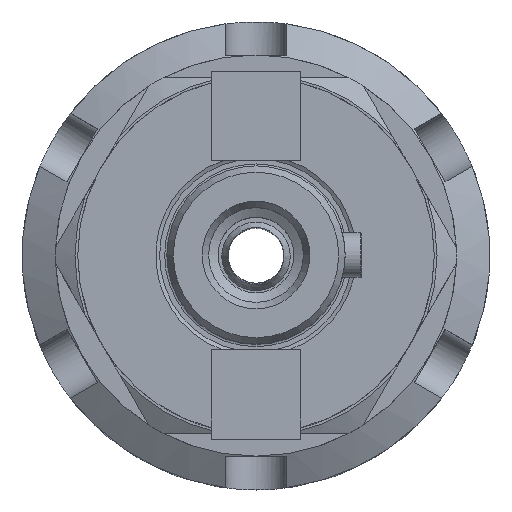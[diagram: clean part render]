
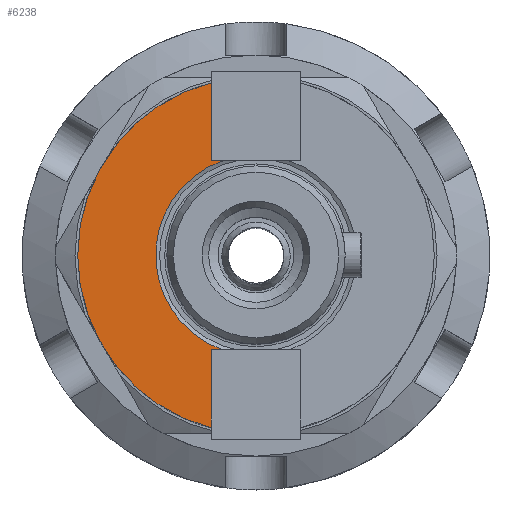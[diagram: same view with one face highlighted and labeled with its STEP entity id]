
A CAD part, top view. The second image highlights one B-rep face of the part: STEP entity #6238.
In plain terms, the highlighted planar face has unit normal (0, 0, 1).
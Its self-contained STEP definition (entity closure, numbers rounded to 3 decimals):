
#203 = DIRECTION ( 'NONE',  ( 0., -1., 0. ) ) ;
#319 = EDGE_CURVE ( 'NONE', #6867, #7396, #6650, .T. ) ;
#442 = CARTESIAN_POINT ( 'NONE',  ( -4., 8.5, 16. ) ) ;
#530 = VERTEX_POINT ( 'NONE', #6526 ) ;
#558 = DIRECTION ( 'NONE',  ( -1., 0., 0. ) ) ;
#696 = CARTESIAN_POINT ( 'NONE',  ( 0., 0., 16. ) ) ;
#820 = VECTOR ( 'NONE', #203, 1000. ) ;
#826 = CARTESIAN_POINT ( 'NONE',  ( -4., -8.5, 16. ) ) ;
#926 = VECTOR ( 'NONE', #6318, 1000. ) ;
#1318 = DIRECTION ( 'NONE',  ( 1., 0., 0. ) ) ;
#1360 = ORIENTED_EDGE ( 'NONE', *, *, #5252, .T. ) ;
#1645 = CARTESIAN_POINT ( 'NONE',  ( 0., 0., 16. ) ) ;
#1728 = ORIENTED_EDGE ( 'NONE', *, *, #7955, .F. ) ;
#1763 = VERTEX_POINT ( 'NONE', #7954 ) ;
#1779 = ORIENTED_EDGE ( 'NONE', *, *, #319, .F. ) ;
#2118 = EDGE_CURVE ( 'NONE', #5384, #530, #5666, .T. ) ;
#2157 = VERTEX_POINT ( 'NONE', #4801 ) ;
#2274 = DIRECTION ( 'NONE',  ( 1., 0., 0. ) ) ;
#2350 = ORIENTED_EDGE ( 'NONE', *, *, #6725, .F. ) ;
#2468 = ORIENTED_EDGE ( 'NONE', *, *, #2118, .F. ) ;
#2707 = AXIS2_PLACEMENT_3D ( 'NONE', #1645, #5955, #2274 ) ;
#2716 = EDGE_CURVE ( 'NONE', #6867, #2157, #7922, .T. ) ;
#3191 = AXIS2_PLACEMENT_3D ( 'NONE', #7894, #4301, #558 ) ;
#3220 = VECTOR ( 'NONE', #4835, 1000. ) ;
#3699 = EDGE_LOOP ( 'NONE', ( #1728, #2468, #2350, #1779, #5009, #1360 ) ) ;
#4174 = DIRECTION ( 'NONE',  ( 0., 1., 0. ) ) ;
#4301 = DIRECTION ( 'NONE',  ( 0., 0., -1. ) ) ;
#4336 = CARTESIAN_POINT ( 'NONE',  ( -4., 8.5, 16. ) ) ;
#4715 = VECTOR ( 'NONE', #4174, 1000. ) ;
#4801 = CARTESIAN_POINT ( 'NONE',  ( -4., 15.492, 16. ) ) ;
#4835 = DIRECTION ( 'NONE',  ( 1., 0., 0. ) ) ;
#5009 = ORIENTED_EDGE ( 'NONE', *, *, #2716, .T. ) ;
#5032 = DIRECTION ( 'NONE',  ( 0., 0., 1. ) ) ;
#5252 = EDGE_CURVE ( 'NONE', #2157, #1763, #5674, .T. ) ;
#5384 = VERTEX_POINT ( 'NONE', #5766 ) ;
#5666 = LINE ( 'NONE', #7901, #926 ) ;
#5674 = CIRCLE ( 'NONE', #6042, 16. ) ;
#5750 = LINE ( 'NONE', #826, #820 ) ;
#5766 = CARTESIAN_POINT ( 'NONE',  ( -2.958, -8.5, 16. ) ) ;
#5955 = DIRECTION ( 'NONE',  ( 0., 0., 1. ) ) ;
#6042 = AXIS2_PLACEMENT_3D ( 'NONE', #696, #5032, #1318 ) ;
#6092 = FACE_OUTER_BOUND ( 'NONE', #3699, .T. ) ;
#6238 = ADVANCED_FACE ( 'NONE', ( #6092 ), #7836, .F. ) ;
#6318 = DIRECTION ( 'NONE',  ( -1., 0., 0. ) ) ;
#6526 = CARTESIAN_POINT ( 'NONE',  ( -4., -8.5, 16. ) ) ;
#6650 = LINE ( 'NONE', #4336, #3220 ) ;
#6683 = CARTESIAN_POINT ( 'NONE',  ( -2.958, 8.5, 16. ) ) ;
#6714 = CARTESIAN_POINT ( 'NONE',  ( -4., 8.5, 16. ) ) ;
#6725 = EDGE_CURVE ( 'NONE', #7396, #5384, #6726, .T. ) ;
#6726 = CIRCLE ( 'NONE', #2707, 9. ) ;
#6867 = VERTEX_POINT ( 'NONE', #6714 ) ;
#7396 = VERTEX_POINT ( 'NONE', #6683 ) ;
#7836 = PLANE ( 'NONE',  #3191 ) ;
#7894 = CARTESIAN_POINT ( 'NONE',  ( 0., 16., 16. ) ) ;
#7901 = CARTESIAN_POINT ( 'NONE',  ( 4., -8.5, 16. ) ) ;
#7922 = LINE ( 'NONE', #442, #4715 ) ;
#7954 = CARTESIAN_POINT ( 'NONE',  ( -4., -15.492, 16. ) ) ;
#7955 = EDGE_CURVE ( 'NONE', #530, #1763, #5750, .T. ) ;
